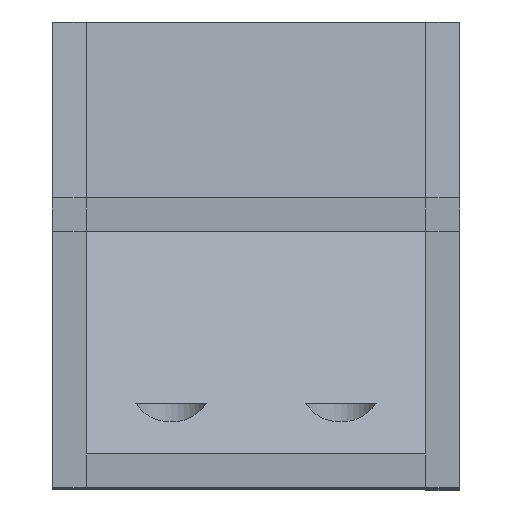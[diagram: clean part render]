
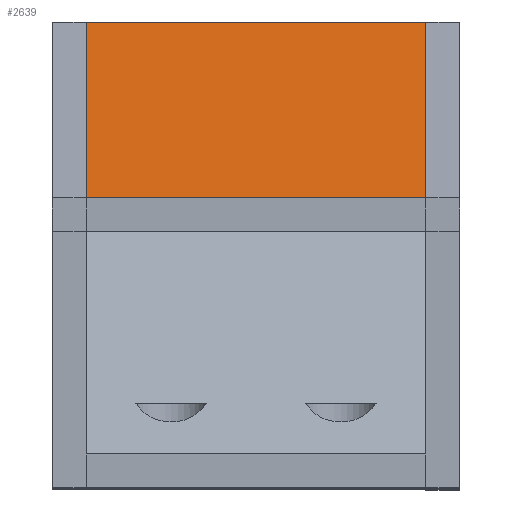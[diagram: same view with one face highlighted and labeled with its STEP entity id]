
A CAD part, top view. The second image highlights one B-rep face of the part: STEP entity #2639.
In plain terms, the highlighted planar face has unit normal (0, 0.904, 0.427).
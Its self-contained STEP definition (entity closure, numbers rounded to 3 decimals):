
#541 = PLANE('',#542);
#542 = AXIS2_PLACEMENT_3D('',#543,#544,#545);
#543 = CARTESIAN_POINT('',(0.,27.5,6.5));
#544 = DIRECTION('',(0.,-0.904,-0.427));
#545 = DIRECTION('',(0.,-0.427,0.904));
#1199 = VERTEX_POINT('',#1200);
#1200 = CARTESIAN_POINT('',(2.,17.1,28.5));
#1214 = PLANE('',#1215);
#1215 = AXIS2_PLACEMENT_3D('',#1216,#1217,#1218);
#1216 = CARTESIAN_POINT('',(2.,17.1,31.5));
#1217 = DIRECTION('',(0.,1.,0.));
#1218 = DIRECTION('',(0.,0.,-1.));
#1252 = VERTEX_POINT('',#1253);
#1253 = CARTESIAN_POINT('',(2.,27.5,6.5));
#1274 = EDGE_CURVE('',#1252,#1199,#1275,.T.);
#1275 = SURFACE_CURVE('',#1276,(#1280,#1287),.PCURVE_S1.);
#1276 = LINE('',#1277,#1278);
#1277 = CARTESIAN_POINT('',(2.,27.5,6.5));
#1278 = VECTOR('',#1279,1.);
#1279 = DIRECTION('',(0.,-0.427,0.904));
#1280 = PCURVE('',#541,#1281);
#1281 = DEFINITIONAL_REPRESENTATION('',(#1282),#1286);
#1282 = LINE('',#1283,#1284);
#1283 = CARTESIAN_POINT('',(0.,-2.));
#1284 = VECTOR('',#1285,1.);
#1285 = DIRECTION('',(1.,0.));
#1286 = ( GEOMETRIC_REPRESENTATION_CONTEXT(2) 
PARAMETRIC_REPRESENTATION_CONTEXT() REPRESENTATION_CONTEXT('2D SPACE',''
  ) );
#1287 = PCURVE('',#1288,#1293);
#1288 = PLANE('',#1289);
#1289 = AXIS2_PLACEMENT_3D('',#1290,#1291,#1292);
#1290 = CARTESIAN_POINT('',(2.,17.1,28.5));
#1291 = DIRECTION('',(0.,0.904,0.427));
#1292 = DIRECTION('',(0.,0.427,-0.904));
#1293 = DEFINITIONAL_REPRESENTATION('',(#1294),#1298);
#1294 = LINE('',#1295,#1296);
#1295 = CARTESIAN_POINT('',(24.334,0.));
#1296 = VECTOR('',#1297,1.);
#1297 = DIRECTION('',(-1.,0.));
#1298 = ( GEOMETRIC_REPRESENTATION_CONTEXT(2) 
PARAMETRIC_REPRESENTATION_CONTEXT() REPRESENTATION_CONTEXT('2D SPACE',''
  ) );
#1342 = PLANE('',#1343);
#1343 = AXIS2_PLACEMENT_3D('',#1344,#1345,#1346);
#1344 = CARTESIAN_POINT('',(2.,27.5,6.5));
#1345 = DIRECTION('',(0.,1.,0.));
#1346 = DIRECTION('',(0.,0.,-1.));
#2591 = VERTEX_POINT('',#2592);
#2592 = CARTESIAN_POINT('',(22.,17.1,28.5));
#2618 = EDGE_CURVE('',#1199,#2591,#2619,.T.);
#2619 = SURFACE_CURVE('',#2620,(#2624,#2631),.PCURVE_S1.);
#2620 = LINE('',#2621,#2622);
#2621 = CARTESIAN_POINT('',(2.,17.1,28.5));
#2622 = VECTOR('',#2623,1.);
#2623 = DIRECTION('',(1.,0.,0.));
#2624 = PCURVE('',#1214,#2625);
#2625 = DEFINITIONAL_REPRESENTATION('',(#2626),#2630);
#2626 = LINE('',#2627,#2628);
#2627 = CARTESIAN_POINT('',(3.,0.));
#2628 = VECTOR('',#2629,1.);
#2629 = DIRECTION('',(0.,-1.));
#2630 = ( GEOMETRIC_REPRESENTATION_CONTEXT(2) 
PARAMETRIC_REPRESENTATION_CONTEXT() REPRESENTATION_CONTEXT('2D SPACE',''
  ) );
#2631 = PCURVE('',#1288,#2632);
#2632 = DEFINITIONAL_REPRESENTATION('',(#2633),#2637);
#2633 = LINE('',#2634,#2635);
#2634 = CARTESIAN_POINT('',(0.,0.));
#2635 = VECTOR('',#2636,1.);
#2636 = DIRECTION('',(0.,-1.));
#2637 = ( GEOMETRIC_REPRESENTATION_CONTEXT(2) 
PARAMETRIC_REPRESENTATION_CONTEXT() REPRESENTATION_CONTEXT('2D SPACE',''
  ) );
#2639 = ADVANCED_FACE('',(#2640),#1288,.T.);
#2640 = FACE_BOUND('',#2641,.T.);
#2641 = EDGE_LOOP('',(#2642,#2643,#2671,#2692));
#2642 = ORIENTED_EDGE('',*,*,#2618,.T.);
#2643 = ORIENTED_EDGE('',*,*,#2644,.T.);
#2644 = EDGE_CURVE('',#2591,#2645,#2647,.T.);
#2645 = VERTEX_POINT('',#2646);
#2646 = CARTESIAN_POINT('',(22.,27.5,6.5));
#2647 = SURFACE_CURVE('',#2648,(#2652,#2659),.PCURVE_S1.);
#2648 = LINE('',#2649,#2650);
#2649 = CARTESIAN_POINT('',(22.,17.1,28.5));
#2650 = VECTOR('',#2651,1.);
#2651 = DIRECTION('',(0.,0.427,-0.904));
#2652 = PCURVE('',#1288,#2653);
#2653 = DEFINITIONAL_REPRESENTATION('',(#2654),#2658);
#2654 = LINE('',#2655,#2656);
#2655 = CARTESIAN_POINT('',(0.,-20.));
#2656 = VECTOR('',#2657,1.);
#2657 = DIRECTION('',(1.,0.));
#2658 = ( GEOMETRIC_REPRESENTATION_CONTEXT(2) 
PARAMETRIC_REPRESENTATION_CONTEXT() REPRESENTATION_CONTEXT('2D SPACE',''
  ) );
#2659 = PCURVE('',#2660,#2665);
#2660 = PLANE('',#2661);
#2661 = AXIS2_PLACEMENT_3D('',#2662,#2663,#2664);
#2662 = CARTESIAN_POINT('',(22.,17.1,28.5));
#2663 = DIRECTION('',(0.,0.904,0.427));
#2664 = DIRECTION('',(0.,0.427,-0.904));
#2665 = DEFINITIONAL_REPRESENTATION('',(#2666),#2670);
#2666 = LINE('',#2667,#2668);
#2667 = CARTESIAN_POINT('',(0.,0.));
#2668 = VECTOR('',#2669,1.);
#2669 = DIRECTION('',(1.,0.));
#2670 = ( GEOMETRIC_REPRESENTATION_CONTEXT(2) 
PARAMETRIC_REPRESENTATION_CONTEXT() REPRESENTATION_CONTEXT('2D SPACE',''
  ) );
#2671 = ORIENTED_EDGE('',*,*,#2672,.F.);
#2672 = EDGE_CURVE('',#1252,#2645,#2673,.T.);
#2673 = SURFACE_CURVE('',#2674,(#2678,#2685),.PCURVE_S1.);
#2674 = LINE('',#2675,#2676);
#2675 = CARTESIAN_POINT('',(2.,27.5,6.5));
#2676 = VECTOR('',#2677,1.);
#2677 = DIRECTION('',(1.,0.,0.));
#2678 = PCURVE('',#1288,#2679);
#2679 = DEFINITIONAL_REPRESENTATION('',(#2680),#2684);
#2680 = LINE('',#2681,#2682);
#2681 = CARTESIAN_POINT('',(24.334,0.));
#2682 = VECTOR('',#2683,1.);
#2683 = DIRECTION('',(0.,-1.));
#2684 = ( GEOMETRIC_REPRESENTATION_CONTEXT(2) 
PARAMETRIC_REPRESENTATION_CONTEXT() REPRESENTATION_CONTEXT('2D SPACE',''
  ) );
#2685 = PCURVE('',#1342,#2686);
#2686 = DEFINITIONAL_REPRESENTATION('',(#2687),#2691);
#2687 = LINE('',#2688,#2689);
#2688 = CARTESIAN_POINT('',(0.,0.));
#2689 = VECTOR('',#2690,1.);
#2690 = DIRECTION('',(0.,-1.));
#2691 = ( GEOMETRIC_REPRESENTATION_CONTEXT(2) 
PARAMETRIC_REPRESENTATION_CONTEXT() REPRESENTATION_CONTEXT('2D SPACE',''
  ) );
#2692 = ORIENTED_EDGE('',*,*,#1274,.T.);
